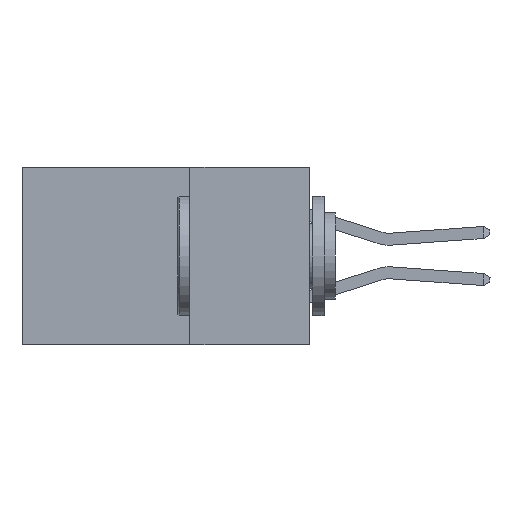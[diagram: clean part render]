
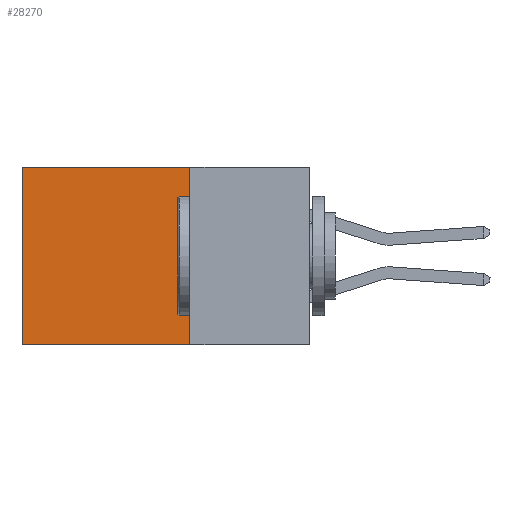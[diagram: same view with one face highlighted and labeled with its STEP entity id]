
A CAD part, left-side view. The second image highlights one B-rep face of the part: STEP entity #28270.
In plain terms, the highlighted planar face has unit normal (-1, 0, 0).
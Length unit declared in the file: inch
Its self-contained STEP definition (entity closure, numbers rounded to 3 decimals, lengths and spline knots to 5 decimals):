
#306 = VECTOR ( 'NONE', #6463, 39.37008 ) ;
#396 = CARTESIAN_POINT ( 'NONE',  ( 0.298, 0.25, 0. ) ) ;
#831 = VERTEX_POINT ( 'NONE', #23835 ) ;
#2897 = VERTEX_POINT ( 'NONE', #20618 ) ;
#2934 = ORIENTED_EDGE ( 'NONE', *, *, #30412, .F. ) ;
#3437 = DIRECTION ( 'NONE',  ( 0., 0., -1. ) ) ;
#4603 = FACE_OUTER_BOUND ( 'NONE', #33800, .T. ) ;
#5802 = EDGE_CURVE ( 'NONE', #2897, #831, #30794, .T. ) ;
#6419 = LINE ( 'NONE', #26941, #23211 ) ;
#6463 = DIRECTION ( 'NONE',  ( 0., 1., 0. ) ) ;
#7921 = CARTESIAN_POINT ( 'NONE',  ( 0.298, 0.25, -0.37 ) ) ;
#8020 = AXIS2_PLACEMENT_3D ( 'NONE', #27902, #15342, #12278 ) ;
#10062 = PLANE ( 'NONE',  #8020 ) ;
#12278 = DIRECTION ( 'NONE',  ( 0., 0., -1. ) ) ;
#13671 = ORIENTED_EDGE ( 'NONE', *, *, #32048, .F. ) ;
#14042 = CARTESIAN_POINT ( 'NONE',  ( 0.298, 0.6, 0. ) ) ;
#15251 = VECTOR ( 'NONE', #15706, 39.37008 ) ;
#15342 = DIRECTION ( 'NONE',  ( 1., 0., 0. ) ) ;
#15706 = DIRECTION ( 'NONE',  ( 0., 1., 0. ) ) ;
#16719 = VERTEX_POINT ( 'NONE', #7921 ) ;
#17402 = EDGE_CURVE ( 'NONE', #831, #20858, #19070, .T. ) ;
#19066 = CARTESIAN_POINT ( 'NONE',  ( 0.298, 0.6, -0.37 ) ) ;
#19070 = LINE ( 'NONE', #14042, #24385 ) ;
#19660 = LINE ( 'NONE', #22133, #306 ) ;
#20405 = ORIENTED_EDGE ( 'NONE', *, *, #17402, .T. ) ;
#20618 = CARTESIAN_POINT ( 'NONE',  ( 0.298, 0.25, 0. ) ) ;
#20858 = VERTEX_POINT ( 'NONE', #19066 ) ;
#22133 = CARTESIAN_POINT ( 'NONE',  ( 0.298, 0.25, -0.37 ) ) ;
#23211 = VECTOR ( 'NONE', #3437, 39.37008 ) ;
#23835 = CARTESIAN_POINT ( 'NONE',  ( 0.298, 0.6, 0. ) ) ;
#24385 = VECTOR ( 'NONE', #32334, 39.37008 ) ;
#26941 = CARTESIAN_POINT ( 'NONE',  ( 0.298, 0.25, 0. ) ) ;
#27902 = CARTESIAN_POINT ( 'NONE',  ( 0.298, 0.25, 0. ) ) ;
#28270 = ADVANCED_FACE ( 'NONE', ( #4603 ), #10062, .F. ) ;
#30412 = EDGE_CURVE ( 'NONE', #16719, #20858, #19660, .T. ) ;
#30794 = LINE ( 'NONE', #396, #15251 ) ;
#32048 = EDGE_CURVE ( 'NONE', #2897, #16719, #6419, .T. ) ;
#32334 = DIRECTION ( 'NONE',  ( 0., 0., -1. ) ) ;
#33114 = ORIENTED_EDGE ( 'NONE', *, *, #5802, .T. ) ;
#33800 = EDGE_LOOP ( 'NONE', ( #20405, #2934, #13671, #33114 ) ) ;
